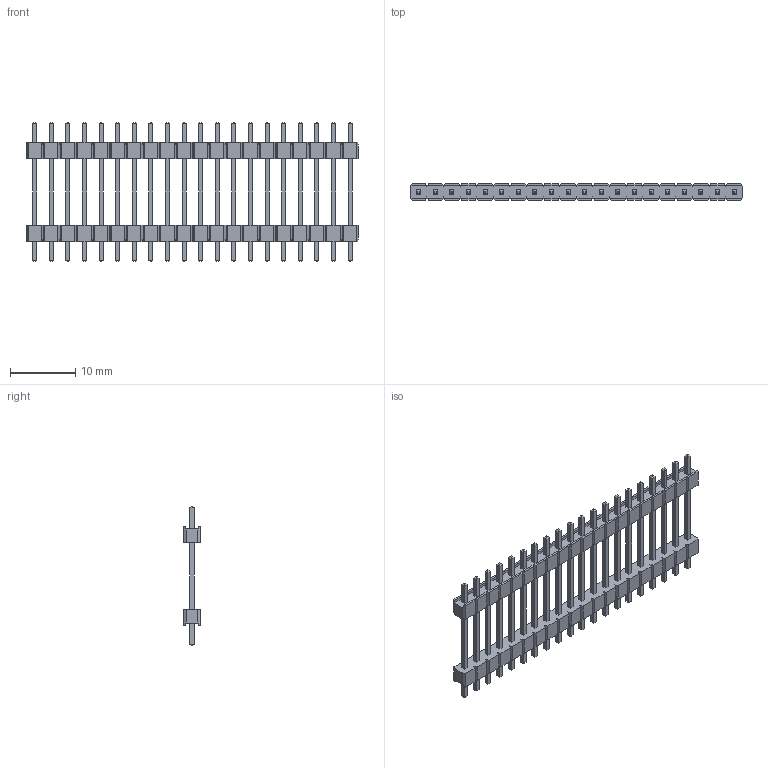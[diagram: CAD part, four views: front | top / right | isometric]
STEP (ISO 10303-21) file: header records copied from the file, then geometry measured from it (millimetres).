
FILE_DESCRIPTION(('FreeCAD Model'),'2;1');
FILE_NAME('Open CASCADE Shape Model','2024-06-03T15:54:39',(''),(''), 'Open CASCADE STEP processor 7.6','FreeCAD','Unknown');
FILE_SCHEMA(('AUTOMOTIVE_DESIGN { 1 0 10303 214 1 1 1 1 }'));
Length unit declared in the file: millimetre
Products named in the file (1): Common
Bounding box: 50.8 x 2.54 x 21.24 mm (x, y, z)
Volume: 687.1 mm3; surface area: 2492.3 mm2
Topology: 22 solids, 22 shells, 852 faces, 2264 edges, 1456 vertices
Faces by surface type: plane 852
Entity records: 26033 total; most frequent: CARTESIAN_POINT 4573, ORIENTED_EDGE 4528, DIRECTION 3970, EDGE_CURVE 2264, LINE 2264, VECTOR 2264, VERTEX_POINT 1456, FACE_BOUND 932
